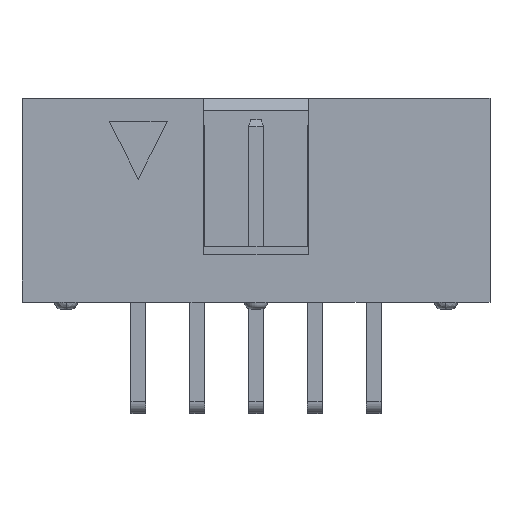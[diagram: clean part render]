
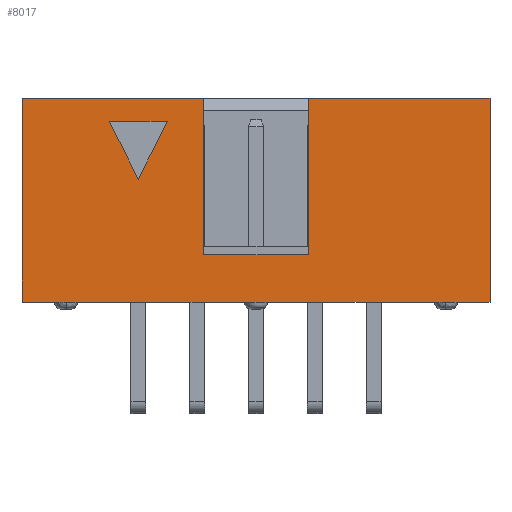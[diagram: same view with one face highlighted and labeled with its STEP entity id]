
A CAD part, top view. The second image highlights one B-rep face of the part: STEP entity #8017.
In plain terms, the highlighted planar face has unit normal (0, 0, 1).
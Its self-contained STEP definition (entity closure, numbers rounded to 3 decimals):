
#57 = LINE ( 'NONE', #4530, #7862 ) ;
#127 = DIRECTION ( 'NONE',  ( 1., 0., 0. ) ) ;
#131 = VERTEX_POINT ( 'NONE', #1855 ) ;
#285 = LINE ( 'NONE', #8325, #6146 ) ;
#319 = ORIENTED_EDGE ( 'NONE', *, *, #355, .F. ) ;
#355 = EDGE_CURVE ( 'NONE', #3293, #2384, #6029, .T. ) ;
#411 = VECTOR ( 'NONE', #9184, 1000. ) ;
#428 = ORIENTED_EDGE ( 'NONE', *, *, #6852, .T. ) ;
#601 = EDGE_LOOP ( 'NONE', ( #2225, #4111, #3173, #319, #2145, #7920, #7846, #6324 ) ) ;
#892 = EDGE_CURVE ( 'NONE', #2507, #8026, #8750, .T. ) ;
#974 = DIRECTION ( 'NONE',  ( 1., 0., 0. ) ) ;
#1059 = CARTESIAN_POINT ( 'NONE',  ( -183.081, 50.574, 19.3 ) ) ;
#1603 = VECTOR ( 'NONE', #5419, 1000. ) ;
#1661 = VERTEX_POINT ( 'NONE', #2027 ) ;
#1855 = CARTESIAN_POINT ( 'NONE',  ( -195.431, 48.524, 19.3 ) ) ;
#1919 = LINE ( 'NONE', #2452, #5621 ) ;
#1952 = CARTESIAN_POINT ( 'NONE',  ( -203.281, 50.574, 19.3 ) ) ;
#2027 = CARTESIAN_POINT ( 'NONE',  ( -203.281, 41.774, 19.3 ) ) ;
#2145 = ORIENTED_EDGE ( 'NONE', *, *, #3631, .F. ) ;
#2225 = ORIENTED_EDGE ( 'NONE', *, *, #7869, .T. ) ;
#2324 = FACE_OUTER_BOUND ( 'NONE', #601, .T. ) ;
#2384 = VERTEX_POINT ( 'NONE', #6813 ) ;
#2452 = CARTESIAN_POINT ( 'NONE',  ( -212.208, 50.574, 19.3 ) ) ;
#2507 = VERTEX_POINT ( 'NONE', #2511 ) ;
#2511 = CARTESIAN_POINT ( 'NONE',  ( -190.931, 48.524, 19.3 ) ) ;
#2711 = ORIENTED_EDGE ( 'NONE', *, *, #8262, .T. ) ;
#2723 = DIRECTION ( 'NONE',  ( 0.447, 0.894, 0. ) ) ;
#3129 = VECTOR ( 'NONE', #3678, 1000. ) ;
#3173 = ORIENTED_EDGE ( 'NONE', *, *, #7299, .T. ) ;
#3206 = DIRECTION ( 'NONE',  ( 1., 0., 0. ) ) ;
#3293 = VERTEX_POINT ( 'NONE', #1059 ) ;
#3311 = EDGE_CURVE ( 'NONE', #5203, #131, #8273, .T. ) ;
#3631 = EDGE_CURVE ( 'NONE', #6817, #3293, #1919, .T. ) ;
#3678 = DIRECTION ( 'NONE',  ( 0., -1., 0. ) ) ;
#3693 = AXIS2_PLACEMENT_3D ( 'NONE', #5788, #4335, #9442 ) ;
#4111 = ORIENTED_EDGE ( 'NONE', *, *, #892, .T. ) ;
#4335 = DIRECTION ( 'NONE',  ( 0., 0., 1. ) ) ;
#4530 = CARTESIAN_POINT ( 'NONE',  ( -241.334, 48.524, 19.3 ) ) ;
#4611 = CARTESIAN_POINT ( 'NONE',  ( -241.334, 41.774, 19.3 ) ) ;
#4616 = VERTEX_POINT ( 'NONE', #6001 ) ;
#4621 = CARTESIAN_POINT ( 'NONE',  ( -195.431, 41.774, 19.3 ) ) ;
#4663 = VECTOR ( 'NONE', #5917, 1000. ) ;
#4679 = CARTESIAN_POINT ( 'NONE',  ( -203.281, 50.574, 19.3 ) ) ;
#4758 = DIRECTION ( 'NONE',  ( 0., 1., 0. ) ) ;
#4980 = CARTESIAN_POINT ( 'NONE',  ( -183.081, 50.574, 19.3 ) ) ;
#5087 = CARTESIAN_POINT ( 'NONE',  ( -190.931, 41.774, 19.3 ) ) ;
#5138 = CARTESIAN_POINT ( 'NONE',  ( -189.351, 42.774, 19.3 ) ) ;
#5183 = CARTESIAN_POINT ( 'NONE',  ( -241.334, 41.774, 19.3 ) ) ;
#5203 = VERTEX_POINT ( 'NONE', #4621 ) ;
#5239 = EDGE_CURVE ( 'NONE', #1661, #6817, #5537, .T. ) ;
#5419 = DIRECTION ( 'NONE',  ( 0., 1., 0. ) ) ;
#5537 = LINE ( 'NONE', #4679, #1603 ) ;
#5539 = ORIENTED_EDGE ( 'NONE', *, *, #6242, .T. ) ;
#5565 = EDGE_LOOP ( 'NONE', ( #5539, #428, #2711 ) ) ;
#5621 = VECTOR ( 'NONE', #3206, 1000. ) ;
#5624 = VECTOR ( 'NONE', #7672, 1000. ) ;
#5687 = CARTESIAN_POINT ( 'NONE',  ( -188.101, 45.274, 19.3 ) ) ;
#5788 = CARTESIAN_POINT ( 'NONE',  ( -241.334, 50.574, 19.3 ) ) ;
#5862 = EDGE_CURVE ( 'NONE', #1661, #5203, #7353, .T. ) ;
#5917 = DIRECTION ( 'NONE',  ( 1., 0., 0. ) ) ;
#6001 = CARTESIAN_POINT ( 'NONE',  ( -186.851, 42.774, 19.3 ) ) ;
#6029 = LINE ( 'NONE', #4980, #411 ) ;
#6146 = VECTOR ( 'NONE', #8444, 1000. ) ;
#6242 = EDGE_CURVE ( 'NONE', #4616, #8060, #9487, .T. ) ;
#6270 = FACE_BOUND ( 'NONE', #5565, .T. ) ;
#6324 = ORIENTED_EDGE ( 'NONE', *, *, #3311, .T. ) ;
#6351 = VECTOR ( 'NONE', #4758, 1000. ) ;
#6813 = CARTESIAN_POINT ( 'NONE',  ( -183.081, 41.774, 19.3 ) ) ;
#6817 = VERTEX_POINT ( 'NONE', #1952 ) ;
#6852 = EDGE_CURVE ( 'NONE', #8060, #7688, #7100, .T. ) ;
#6941 = CARTESIAN_POINT ( 'NONE',  ( -195.431, 50.574, 19.3 ) ) ;
#6962 = CARTESIAN_POINT ( 'NONE',  ( -241.334, 42.774, 19.3 ) ) ;
#7100 = LINE ( 'NONE', #7154, #9242 ) ;
#7137 = VECTOR ( 'NONE', #974, 1000. ) ;
#7154 = CARTESIAN_POINT ( 'NONE',  ( -189.351, 42.774, 19.3 ) ) ;
#7265 = PLANE ( 'NONE',  #3693 ) ;
#7299 = EDGE_CURVE ( 'NONE', #8026, #2384, #8545, .T. ) ;
#7340 = CARTESIAN_POINT ( 'NONE',  ( -190.931, 50.574, 19.3 ) ) ;
#7353 = LINE ( 'NONE', #4611, #7137 ) ;
#7672 = DIRECTION ( 'NONE',  ( -1., 0., 0. ) ) ;
#7688 = VERTEX_POINT ( 'NONE', #5687 ) ;
#7846 = ORIENTED_EDGE ( 'NONE', *, *, #5862, .T. ) ;
#7862 = VECTOR ( 'NONE', #127, 1000. ) ;
#7869 = EDGE_CURVE ( 'NONE', #131, #2507, #57, .T. ) ;
#7920 = ORIENTED_EDGE ( 'NONE', *, *, #5239, .F. ) ;
#8017 = ADVANCED_FACE ( 'NONE', ( #6270, #2324 ), #7265, .T. ) ;
#8026 = VERTEX_POINT ( 'NONE', #5087 ) ;
#8060 = VERTEX_POINT ( 'NONE', #5138 ) ;
#8262 = EDGE_CURVE ( 'NONE', #7688, #4616, #285, .T. ) ;
#8273 = LINE ( 'NONE', #6941, #6351 ) ;
#8325 = CARTESIAN_POINT ( 'NONE',  ( -188.101, 45.274, 19.3 ) ) ;
#8444 = DIRECTION ( 'NONE',  ( 0.447, -0.894, 0. ) ) ;
#8545 = LINE ( 'NONE', #5183, #4663 ) ;
#8750 = LINE ( 'NONE', #7340, #3129 ) ;
#9184 = DIRECTION ( 'NONE',  ( 0., -1., 0. ) ) ;
#9242 = VECTOR ( 'NONE', #2723, 1000. ) ;
#9442 = DIRECTION ( 'NONE',  ( 0., -1., 0. ) ) ;
#9487 = LINE ( 'NONE', #6962, #5624 ) ;
